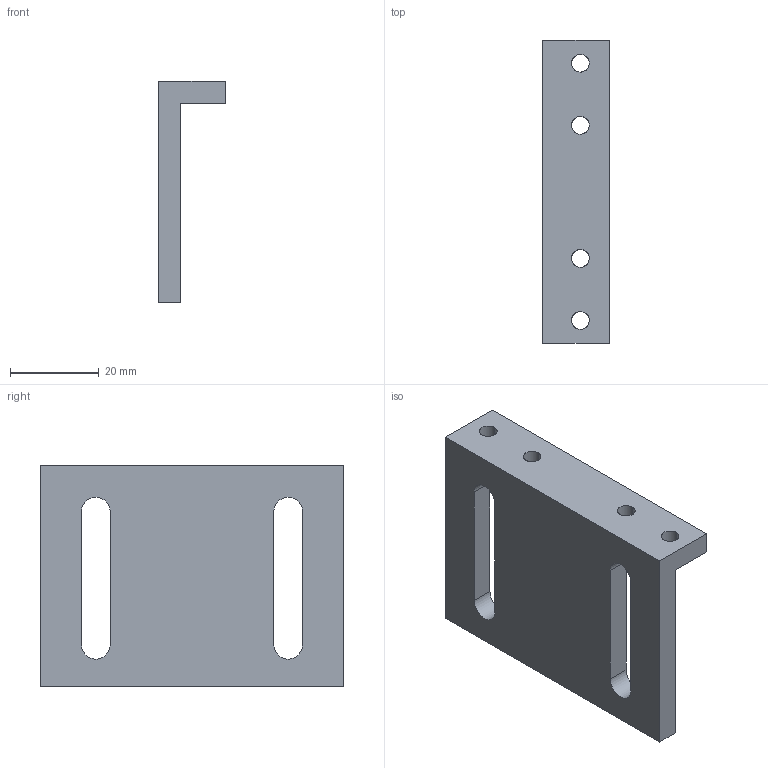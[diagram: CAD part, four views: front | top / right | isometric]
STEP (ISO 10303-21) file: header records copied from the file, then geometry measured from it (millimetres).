
FILE_DESCRIPTION((''),'2;1');
FILE_NAME('ball-latch-plate.stp','2020-08-26T13:31:59',(''),(''),'Mechanical Desktop 2011','Mechanical Desktop 2011',', , ');
FILE_SCHEMA(('CONFIG_CONTROL_DESIGN'));
Length unit declared in the file: millimetre
Products named in the file (3): Product; ACADMENU; RM_SDB
Assembly tree (33 placements, depth 2):
  Product
    ACADMENU  x25
    RM_SDB  x8
Bounding box: 15 x 68.4 x 50 mm (x, y, z)
Volume: 17986.8 mm3; surface area: 9785.7 mm2
Topology: 1 solids, 1 shells, 32 faces, 98 edges, 76 vertices
Faces by surface type: cylinder 12, plane 12, bspline 8
Entity records: 1620 total; most frequent: CARTESIAN_POINT 488, DIRECTION 206, ORIENTED_EDGE 132, AXIS2_PLACEMENT_3D 82, EDGE_CURVE 66, QUASI_UNIFORM_CURVE 48, VERTEX_POINT 44, VECTOR 42
